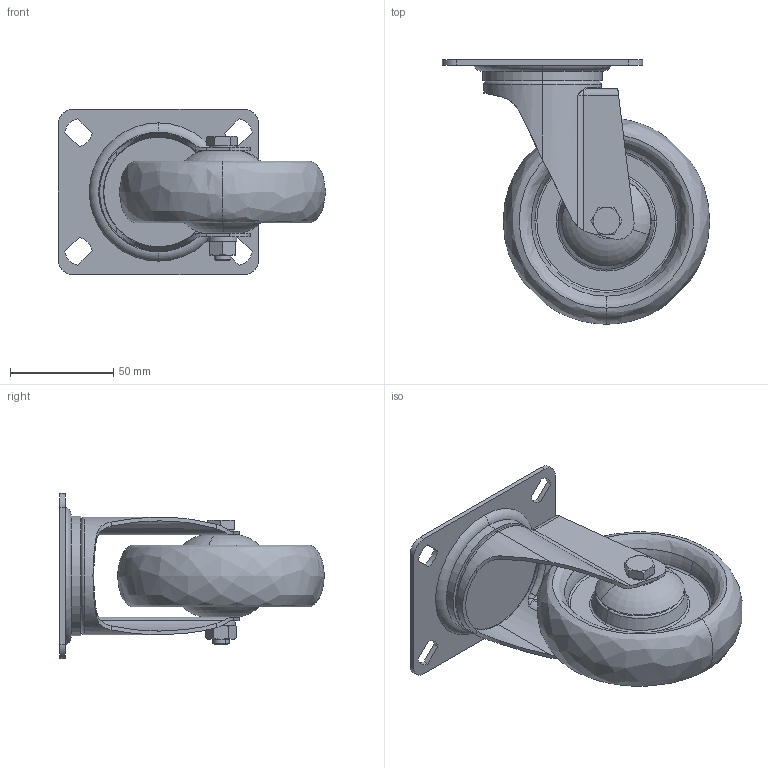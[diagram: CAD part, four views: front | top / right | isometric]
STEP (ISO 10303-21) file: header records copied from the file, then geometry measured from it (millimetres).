
FILE_DESCRIPTION (( 'STEP AP214' ), '1' );
FILE_NAME ('0025011.step', '2021-05-05T11:56:17', ( 'Windows-Benutzer' ), ( '' ), 'SwSTEP 2.0', 'SolidWorks 2020', '' );
FILE_SCHEMA (( 'AUTOMOTIVE_DESIGN' ));
Length unit declared in the file: millimetre
Products named in the file (1): 0025011
Bounding box: 129.5 x 127.96 x 80 mm (x, y, z)
Volume: 204381.9 mm3; surface area: 97936.7 mm2
Topology: 9 solids, 9 shells, 281 faces, 624 edges, 374 vertices
Faces by surface type: plane 79, cylinder 70, torus 68, cone 50, bspline 14
Entity records: 11463 total; most frequent: CARTESIAN_POINT 1988, DIRECTION 1416, ORIENTED_EDGE 1240, EDGE_CURVE 620, AXIS2_PLACEMENT_3D 612, VERTEX_POINT 374, CIRCLE 344, EDGE_LOOP 320
